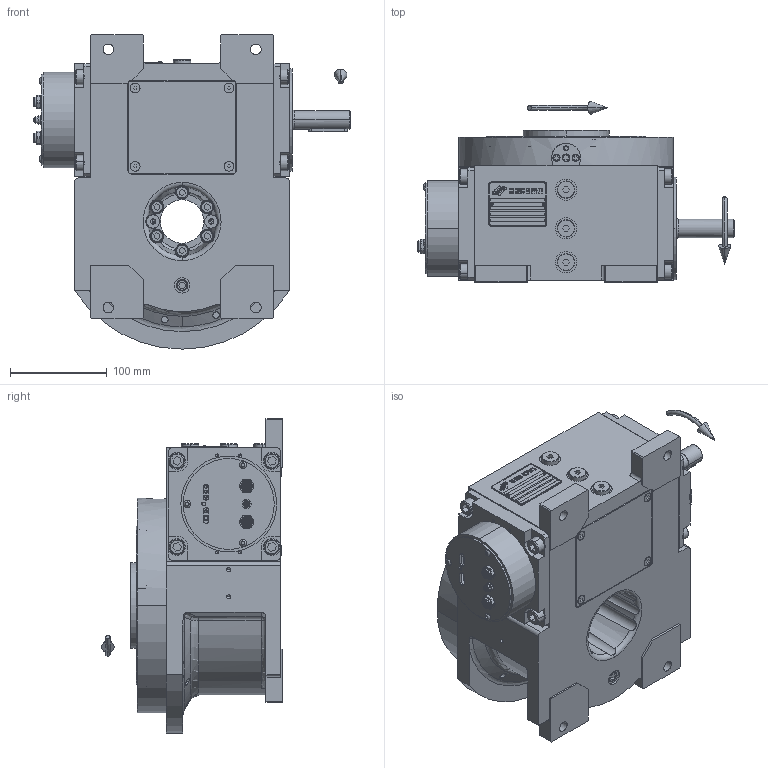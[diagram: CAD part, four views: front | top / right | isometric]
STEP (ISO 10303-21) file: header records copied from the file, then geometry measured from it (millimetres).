
FILE_DESCRIPTION (( 'STEP AP203' ), '1' );
FILE_NAME ('PC5201962.step', '2026-03-23T07:50:40', ( '' ), ( '' ), 'SwSTEP 2.0', 'SolidWorks 2020', '' );
FILE_SCHEMA (( 'CONFIG_CONTROL_DESIGN' ));
Length unit declared in the file: millimetre
Products named in the file (85): 900_38_10_023.stp; RIG06_005_ASM^rig06_071_06_m_asm(2)_rig06_071_06_m_asm.stp; cfn2000_01_124; cfn2000_01_103; cfn2115_02_182; AS_rig06_017; cfn2128_04_004; cfn2276_01_074; cfn2000_01_126; rig06_002_bl_003; cfn2158_01_011; CFN2010_02_002^rig06_071_06_m_asm(2)_rig06_071_06_m_asm.stp; CFN2008_01_002.stp; olio_agip_blasia_150; AS_rig06_071_6_m; rig06_005_n_01; cfn2077_01_018; rig06_016; cfn2400_34_001; RIG06_021_AF0^RIG06_005_ASM_rig06_071_06_m_asm(2)_rig06_071_06_m_asm.stp; rig06_071_06_m_asm.stp; cfn2205_01_013; cfn2400_34_001.stp; PC5201962; cfn2158_01_010; AS_cfn2476_01_002_60x46; cfn2155_01_303; rig06_004; cfn2104_01_016; cfn2151_01_109; cfn2107_01_001; rig06_007_master; 900_38_36_001; CFN2356_03_047^rig06_071_06_m_asm(2)_rig06_071_06_m_asm.stp; CFN2400_08_001.stp; cfn2003_01_054; cfn2128_19_002; freccia_angolare; AS_rig06_004; AS_rig06_004_s_001 ...
Assembly tree (81 placements, depth 5):
  cfn2276_01_074
  olio_agip_blasia_150
  cfn2077_01_018
  cfn2205_01_013
  PC5201962
    rig06_001_a
    AS_cfn2476_01_002_60x46
      cfn2476_01_002_60x46
      cfn2107_01_001
      cfn2107_01_001
    AS_rig06_071_6_m
      rig06_071_06_m_asm.stp
        RIG06_005_ASM^rig06_071_06_m_asm(2)_rig06_071_06_m_asm.stp
          RIG06_021_AF0^RIG06_005_ASM_rig06_071_06_m_asm(2)_rig06_071_06_m_asm.stp
          CFN2000_01_185^RIG06_005_ASM_rig06_071_06_m_asm(2)_rig06_071_06_m_asm.stp
          CFN2000_01_185^RIG06_005_ASM_rig06_071_06_m_asm(2)_rig06_071_06_m_asm.stp
          CFN2104_02_017^RIG06_005_ASM_rig06_071_06_m_asm(2)_rig06_071_06_m_asm.stp
        CFN2010_02_002^rig06_071_06_m_asm(2)_rig06_071_06_m_asm.stp
      cfn2000_01_124  x6
      cfn2000_01_124
      cfn2104_01_016  x2
      rig06_003_6
      rig06_005_n_01
      cfn2000_01_124
      cfn2000_01_124
      cfn2000_01_124
      cfn2155_01_303
    AS_rig06_017
      rig06_017
      cfn2158_01_011
      cfn2000_01_126
      cfn2000_01_126
      cfn2000_01_126
      cfn2000_01_126
      cfn2000_01_126
      cfn2000_01_126
    AS_rig06_004
      rig06_004
      cfn2070_05_005
      cfn2000_01_103
      cfn2000_01_103
      cfn2000_01_103
      cfn2000_01_103
      cfn2155_01_056
    AS_rig06_004_s_001
      rig06_004_s_001
      cfn2070_05_005
      cfn2000_01_103
      cfn2000_01_103
      cfn2000_01_103
      cfn2000_01_103
      cfn2155_01_056
    AS_rig06_002_bl_003
      rig06_002_bl_003
      cfn2115_02_182
    9004_2512
    cfn2128_04_004
    cfn2128_04_004
    cfn2128_04_004
    cfn2128_19_002
Bounding box: 327.5 x 187 x 325 mm (x, y, z)
Volume: 2444591.6 mm3; surface area: 821533 mm2
Topology: 71 solids, 71 shells, 3090 faces, 7617 edges, 4833 vertices
Faces by surface type: plane 1392, cylinder 1065, cone 543, torus 40, bspline 30, sphere 20
Entity records: 101495 total; most frequent: CARTESIAN_POINT 23481, DIRECTION 14604, ORIENTED_EDGE 14070, EDGE_CURVE 7035, AXIS2_PLACEMENT_3D 5374, VERTEX_POINT 4536, LINE 3856, VECTOR 3856
